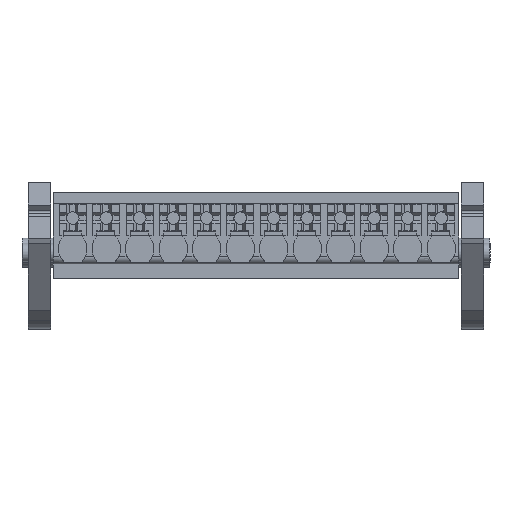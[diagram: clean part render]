
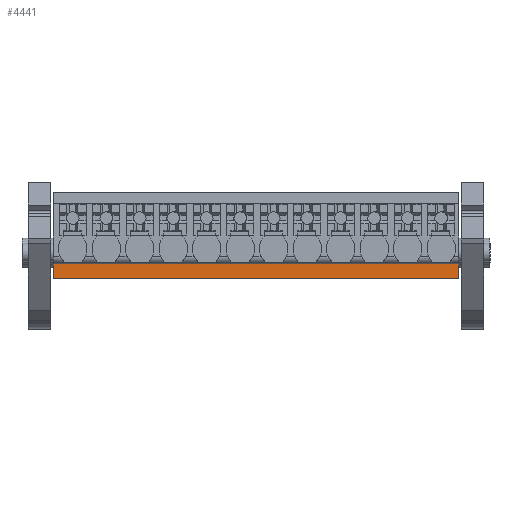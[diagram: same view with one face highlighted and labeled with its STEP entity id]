
A CAD part, top view. The second image highlights one B-rep face of the part: STEP entity #4441.
In plain terms, the highlighted planar face has unit normal (0, 0, 1).
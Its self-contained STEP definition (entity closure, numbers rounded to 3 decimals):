
#4421=AXIS2_PLACEMENT_3D('Plane Axis2P3D',#4418,#4419,#4420) ;
#105=CARTESIAN_POINT('Vertex',(3.25,5.297,20.4)) ;
#108=CARTESIAN_POINT('Line Origine',(3.25,6.06,20.4)) ;
#112=CARTESIAN_POINT('Vertex',(3.25,6.822,20.4)) ;
#3936=CARTESIAN_POINT('Vertex',(45.65,5.297,20.4)) ;
#3939=CARTESIAN_POINT('Line Origine',(24.45,5.297,20.4)) ;
#4418=CARTESIAN_POINT('Axis2P3D Location',(31.43,6.822,20.4)) ;
#4423=CARTESIAN_POINT('Line Origine',(45.65,6.059,20.4)) ;
#4427=CARTESIAN_POINT('Vertex',(45.65,6.822,20.4)) ;
#4430=CARTESIAN_POINT('Line Origine',(24.45,6.822,20.4)) ;
#109=DIRECTION('Vector Direction',(0.,1.,0.)) ;
#3940=DIRECTION('Vector Direction',(1.,0.,0.)) ;
#4419=DIRECTION('Axis2P3D Direction',(-0.,0.,1.)) ;
#4420=DIRECTION('Axis2P3D XDirection',(0.,-1.,0.)) ;
#4424=DIRECTION('Vector Direction',(0.,-1.,0.)) ;
#4431=DIRECTION('Vector Direction',(-1.,0.,0.)) ;
#110=VECTOR('Line Direction',#109,1.) ;
#3941=VECTOR('Line Direction',#3940,1.) ;
#4425=VECTOR('Line Direction',#4424,1.) ;
#4432=VECTOR('Line Direction',#4431,1.) ;
#4436=ORIENTED_EDGE('',*,*,#3943,.T.) ;
#4437=ORIENTED_EDGE('',*,*,#4429,.F.) ;
#4438=ORIENTED_EDGE('',*,*,#4434,.T.) ;
#4439=ORIENTED_EDGE('',*,*,#114,.T.) ;
#4441=ADVANCED_FACE('HOUSING',(#4440),#4422,.T.) ;
#114=EDGE_CURVE('',#113,#106,#111,.F.) ;
#3943=EDGE_CURVE('',#106,#3937,#3942,.T.) ;
#4429=EDGE_CURVE('',#4428,#3937,#4426,.T.) ;
#4434=EDGE_CURVE('',#4428,#113,#4433,.T.) ;
#4435=EDGE_LOOP('',(#4436,#4437,#4438,#4439)) ;
#4440=FACE_OUTER_BOUND('',#4435,.T.) ;
#111=LINE('Line',#108,#110) ;
#3942=LINE('Line',#3939,#3941) ;
#4426=LINE('Line',#4423,#4425) ;
#4433=LINE('Line',#4430,#4432) ;
#4422=PLANE('',#4421) ;
#106=VERTEX_POINT('',#105) ;
#113=VERTEX_POINT('',#112) ;
#3937=VERTEX_POINT('',#3936) ;
#4428=VERTEX_POINT('',#4427) ;
